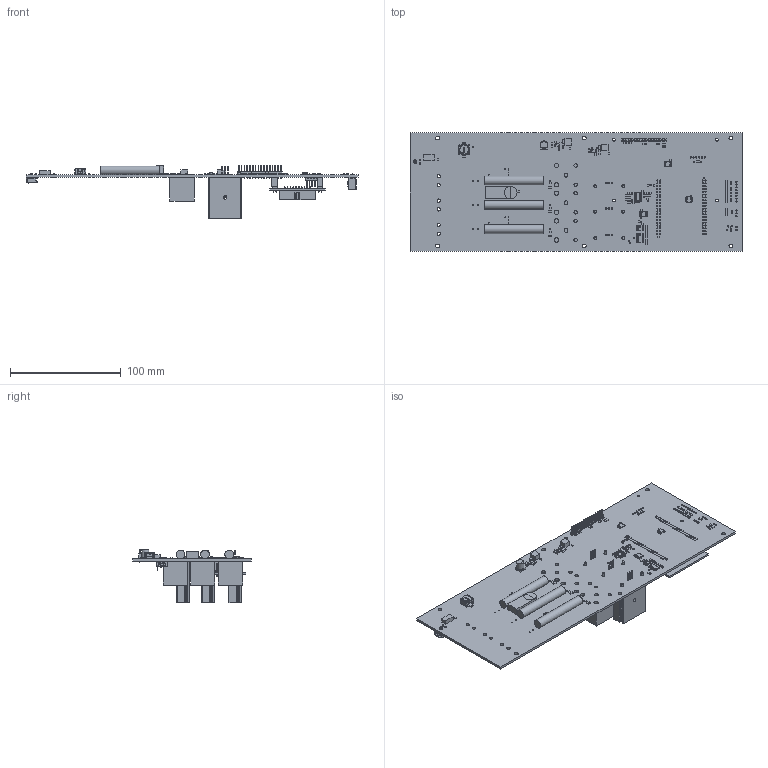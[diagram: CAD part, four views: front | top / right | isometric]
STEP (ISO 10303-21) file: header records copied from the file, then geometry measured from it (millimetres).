
FILE_DESCRIPTION(('Open CASCADE Model'),'2;1');
FILE_NAME('Open CASCADE Shape Model','2017-06-02T09:51:04',('Author'),( 'Open CASCADE'),'Open CASCADE STEP processor 6.8','Open CASCADE 6.8' ,'Unknown');
FILE_SCHEMA(('AUTOMOTIVE_DESIGN { 1 0 10303 214 1 1 1 1 }'));
Length unit declared in the file: millimetre
Products named in the file (276): PCB; Board; X7; 901361103; Open CASCADE STEP translator 6.8 1.2.1.1; Open CASCADE STEP translator 6.8 1.2.1.2; X6; 901361102; Open CASCADE STEP translator 6.8 1.3.1.1; Open CASCADE STEP translator 6.8 1.3.1.2; R65; 1115382992; Extruded; R64; 1115374152; R63; R62; R61; Q4; 1115382856; L7; D13; C61; 1115383128; C60; F1; 1115383808; R60; R59; R58; R57; R56; R55; R54; R53; R52; R51; R42; R41; M9 ...
Assembly tree (488 placements, depth 6):
  PCB
    Board
    X7
      901361103
        Open CASCADE STEP translator 6.8 1.2.1.1
        Open CASCADE STEP translator 6.8 1.2.1.2
    X6
      901361102
        Open CASCADE STEP translator 6.8 1.3.1.1
        Open CASCADE STEP translator 6.8 1.3.1.2
    R65
      1115382992
        Extruded
    R64
      1115374152
        Extruded
    R63
      1115374152
        Extruded
    R62
      1115374152
        Extruded
    R61
      1115374152
        Extruded
    Q4
      1115382856
        Extruded
    L7
      1115374152
        Extruded
    D13
      1115382856
        Extruded
    C61
      1115383128
        Extruded
    C60
      1115383128
        Extruded
    F1
      1115383808
        Extruded
    R60
      1115374152
        Extruded
    R59
      1115374152
        Extruded
    R58
      1115374152
        Extruded
    R57
      1115374152
        Extruded
    R56
      1115374152
        Extruded
    R55
      1115374152
Bounding box: 300 x 107.5 x 48.22 mm (x, y, z)
Volume: 141805.6 mm3; surface area: 125316.2 mm2
Topology: 397 solids, 400 shells, 7961 faces, 18861 edges, 11746 vertices
Faces by surface type: plane 6301, cylinder 1271, torus 155, bspline 122, sphere 94, extrusion 16, cone 2
Full cylindrical faces by diameter (mm): 0.13 x206, 0.5 x1, 0.562 x1, 0.7 x1, 0.89 x13, 1 x90, 1.07 x8, 1.1 x28, 1.3 x9, 2.5 x4, 2.7 x6, 3 x13, 3.5 x9, 4 x6, 5.688 x1, 6.5 x1, 7.9 x3, 11.44 x1
Entity records: 199616 total; most frequent: CARTESIAN_POINT 49067, ORIENTED_EDGE 24735, DIRECTION 24210, EDGE_CURVE 12370, VECTOR 10150, LINE 10134, VERTEX_POINT 7605, AXIS2_PLACEMENT_3D 7030
